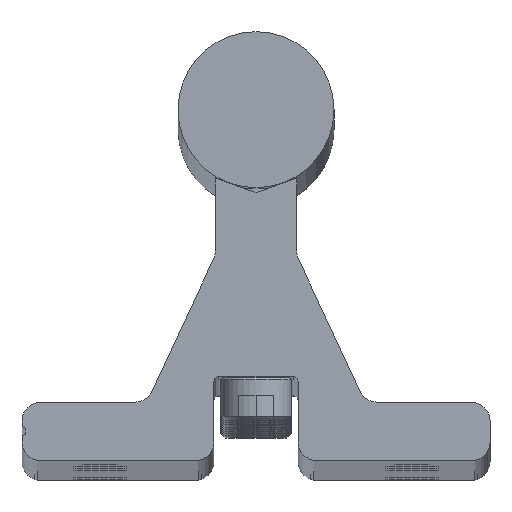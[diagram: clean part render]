
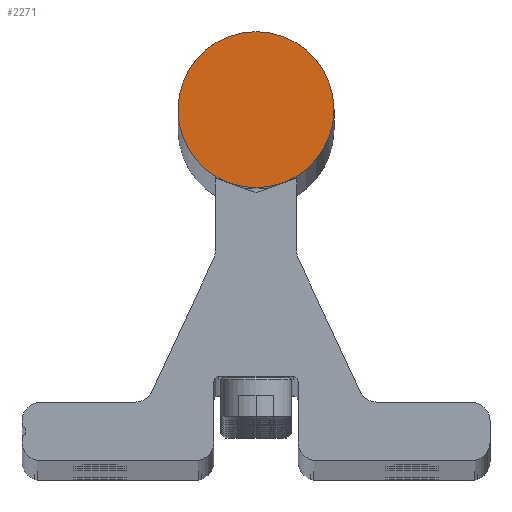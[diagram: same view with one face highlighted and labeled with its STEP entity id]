
A CAD part, top view. The second image highlights one B-rep face of the part: STEP entity #2271.
In plain terms, the highlighted planar face has unit normal (0, 0, 1).
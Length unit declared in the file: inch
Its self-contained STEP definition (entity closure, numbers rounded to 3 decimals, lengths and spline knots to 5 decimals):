
#1307 = EDGE_CURVE ( 'NONE', #11137, #9920, #3074, .T. ) ;
#1471 = DIRECTION ( 'NONE',  ( 0., 0., 1. ) ) ;
#1612 = DIRECTION ( 'NONE',  ( 0., 0., 1. ) ) ;
#1853 = EDGE_CURVE ( 'NONE', #9920, #11137, #4026, .T. ) ;
#2271 = ADVANCED_FACE ( 'NONE', ( #10714 ), #2441, .T. ) ;
#2441 = PLANE ( 'NONE',  #5778 ) ;
#2909 = DIRECTION ( 'NONE',  ( 1., 0., 0. ) ) ;
#3074 = CIRCLE ( 'NONE', #7303, 0.25 ) ;
#4026 = CIRCLE ( 'NONE', #11916, 0.25 ) ;
#4877 = CARTESIAN_POINT ( 'NONE',  ( -0.25, 1.125, 0. ) ) ;
#5778 = AXIS2_PLACEMENT_3D ( 'NONE', #6376, #1471, #10770 ) ;
#6146 = DIRECTION ( 'NONE',  ( 1., 0., 0. ) ) ;
#6376 = CARTESIAN_POINT ( 'NONE',  ( 0., 1.125, 0. ) ) ;
#6845 = CARTESIAN_POINT ( 'NONE',  ( 0.25, 1.125, 0. ) ) ;
#7303 = AXIS2_PLACEMENT_3D ( 'NONE', #7486, #11181, #2909 ) ;
#7486 = CARTESIAN_POINT ( 'NONE',  ( 0., 1.125, 0. ) ) ;
#8397 = ORIENTED_EDGE ( 'NONE', *, *, #1307, .T. ) ;
#8645 = EDGE_LOOP ( 'NONE', ( #10748, #8397 ) ) ;
#9890 = CARTESIAN_POINT ( 'NONE',  ( 0., 1.125, 0. ) ) ;
#9920 = VERTEX_POINT ( 'NONE', #6845 ) ;
#10714 = FACE_OUTER_BOUND ( 'NONE', #8645, .T. ) ;
#10748 = ORIENTED_EDGE ( 'NONE', *, *, #1853, .T. ) ;
#10770 = DIRECTION ( 'NONE',  ( 1., 0., 0. ) ) ;
#11137 = VERTEX_POINT ( 'NONE', #4877 ) ;
#11181 = DIRECTION ( 'NONE',  ( 0., 0., 1. ) ) ;
#11916 = AXIS2_PLACEMENT_3D ( 'NONE', #9890, #1612, #6146 ) ;
